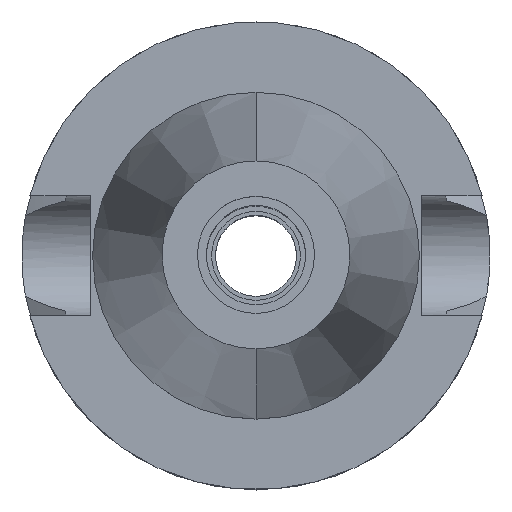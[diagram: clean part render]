
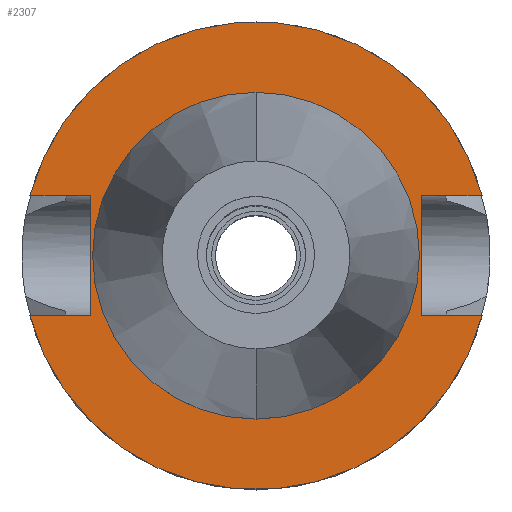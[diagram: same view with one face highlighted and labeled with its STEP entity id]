
A CAD part, top view. The second image highlights one B-rep face of the part: STEP entity #2307.
In plain terms, the highlighted planar face has unit normal (0, 0, 1).
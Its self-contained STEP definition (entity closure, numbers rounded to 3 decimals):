
#45 = EDGE_CURVE ( 'NONE', #647, #2162, #940, .T. ) ;
#70 = VECTOR ( 'NONE', #598, 1000. ) ;
#123 = VECTOR ( 'NONE', #2158, 1000. ) ;
#227 = CIRCLE ( 'NONE', #1296, 34.925 ) ;
#237 = EDGE_CURVE ( 'NONE', #856, #1222, #2070, .T. ) ;
#244 = DIRECTION ( 'NONE',  ( 0., -1., 0. ) ) ;
#318 = EDGE_LOOP ( 'NONE', ( #882, #1880, #2371, #733, #2719, #2678, #910, #2403 ) ) ;
#393 = DIRECTION ( 'NONE',  ( 1., 0., 0. ) ) ;
#473 = CARTESIAN_POINT ( 'NONE',  ( 0., 0., -1.5 ) ) ;
#491 = DIRECTION ( 'NONE',  ( 0., 0., 1. ) ) ;
#598 = DIRECTION ( 'NONE',  ( -1., 0., 0. ) ) ;
#615 = VECTOR ( 'NONE', #1342, 1000. ) ;
#633 = CARTESIAN_POINT ( 'NONE',  ( -48.321, -12.85, -1.5 ) ) ;
#647 = VERTEX_POINT ( 'NONE', #2577 ) ;
#652 = EDGE_CURVE ( 'NONE', #1049, #2055, #1820, .T. ) ;
#669 = VECTOR ( 'NONE', #753, 1000. ) ;
#733 = ORIENTED_EDGE ( 'NONE', *, *, #237, .F. ) ;
#753 = DIRECTION ( 'NONE',  ( 1., 0., 0. ) ) ;
#767 = EDGE_CURVE ( 'NONE', #856, #2644, #2283, .T. ) ;
#837 = DIRECTION ( 'NONE',  ( 0., 0., 1. ) ) ;
#847 = LINE ( 'NONE', #1819, #70 ) ;
#856 = VERTEX_POINT ( 'NONE', #2444 ) ;
#861 = EDGE_CURVE ( 'NONE', #2162, #647, #227, .T. ) ;
#882 = ORIENTED_EDGE ( 'NONE', *, *, #1183, .T. ) ;
#910 = ORIENTED_EDGE ( 'NONE', *, *, #652, .F. ) ;
#933 = LINE ( 'NONE', #2134, #2537 ) ;
#934 = AXIS2_PLACEMENT_3D ( 'NONE', #1063, #2295, #3031 ) ;
#940 = CIRCLE ( 'NONE', #2062, 34.925 ) ;
#998 = EDGE_CURVE ( 'NONE', #1670, #1049, #933, .T. ) ;
#1049 = VERTEX_POINT ( 'NONE', #1528 ) ;
#1063 = CARTESIAN_POINT ( 'NONE',  ( 0., 0., -1.5 ) ) ;
#1123 = CARTESIAN_POINT ( 'NONE',  ( -35.4, 12.85, -1.5 ) ) ;
#1154 = DIRECTION ( 'NONE',  ( 0., -1., 0. ) ) ;
#1183 = EDGE_CURVE ( 'NONE', #1670, #1785, #847, .T. ) ;
#1222 = VERTEX_POINT ( 'NONE', #2308 ) ;
#1296 = AXIS2_PLACEMENT_3D ( 'NONE', #3117, #491, #2173 ) ;
#1342 = DIRECTION ( 'NONE',  ( -1., 0., 0. ) ) ;
#1363 = CARTESIAN_POINT ( 'NONE',  ( 0., 0., -1.5 ) ) ;
#1449 = FACE_BOUND ( 'NONE', #2052, .T. ) ;
#1452 = CARTESIAN_POINT ( 'NONE',  ( 35.4, 12.85, -1.5 ) ) ;
#1480 = PLANE ( 'NONE',  #2921 ) ;
#1528 = CARTESIAN_POINT ( 'NONE',  ( -35.4, 12.85, -1.5 ) ) ;
#1624 = ORIENTED_EDGE ( 'NONE', *, *, #861, .F. ) ;
#1655 = EDGE_CURVE ( 'NONE', #1222, #2289, #2241, .T. ) ;
#1670 = VERTEX_POINT ( 'NONE', #2691 ) ;
#1689 = ORIENTED_EDGE ( 'NONE', *, *, #45, .F. ) ;
#1785 = VERTEX_POINT ( 'NONE', #633 ) ;
#1819 = CARTESIAN_POINT ( 'NONE',  ( -35.4, -12.85, -1.5 ) ) ;
#1820 = LINE ( 'NONE', #1123, #615 ) ;
#1880 = ORIENTED_EDGE ( 'NONE', *, *, #2053, .F. ) ;
#1920 = EDGE_CURVE ( 'NONE', #2055, #2644, #2998, .T. ) ;
#2052 = EDGE_LOOP ( 'NONE', ( #1624, #1689 ) ) ;
#2053 = EDGE_CURVE ( 'NONE', #2289, #1785, #2746, .T. ) ;
#2055 = VERTEX_POINT ( 'NONE', #2610 ) ;
#2062 = AXIS2_PLACEMENT_3D ( 'NONE', #1363, #837, #2326 ) ;
#2070 = LINE ( 'NONE', #1452, #123 ) ;
#2134 = CARTESIAN_POINT ( 'NONE',  ( -35.4, -12.85, -1.5 ) ) ;
#2158 = DIRECTION ( 'NONE',  ( 0., -1., 0. ) ) ;
#2162 = VERTEX_POINT ( 'NONE', #2944 ) ;
#2173 = DIRECTION ( 'NONE',  ( 0., 1., 0. ) ) ;
#2209 = CARTESIAN_POINT ( 'NONE',  ( 35.4, -12.85, -1.5 ) ) ;
#2241 = LINE ( 'NONE', #2209, #669 ) ;
#2283 = LINE ( 'NONE', #2294, #2793 ) ;
#2289 = VERTEX_POINT ( 'NONE', #2426 ) ;
#2294 = CARTESIAN_POINT ( 'NONE',  ( 35.4, 12.85, -1.5 ) ) ;
#2295 = DIRECTION ( 'NONE',  ( 0., 0., -1. ) ) ;
#2307 = ADVANCED_FACE ( 'NONE', ( #2649, #1449 ), #1480, .F. ) ;
#2308 = CARTESIAN_POINT ( 'NONE',  ( 35.4, -12.85, -1.5 ) ) ;
#2326 = DIRECTION ( 'NONE',  ( 0., -1., 0. ) ) ;
#2371 = ORIENTED_EDGE ( 'NONE', *, *, #1655, .F. ) ;
#2403 = ORIENTED_EDGE ( 'NONE', *, *, #998, .F. ) ;
#2410 = DIRECTION ( 'NONE',  ( 0., 0., -1. ) ) ;
#2426 = CARTESIAN_POINT ( 'NONE',  ( 48.321, -12.85, -1.5 ) ) ;
#2444 = CARTESIAN_POINT ( 'NONE',  ( 35.4, 12.85, -1.5 ) ) ;
#2537 = VECTOR ( 'NONE', #3087, 1000. ) ;
#2577 = CARTESIAN_POINT ( 'NONE',  ( 0., -34.925, -1.5 ) ) ;
#2591 = DIRECTION ( 'NONE',  ( 0., 0., -1. ) ) ;
#2610 = CARTESIAN_POINT ( 'NONE',  ( -48.321, 12.85, -1.5 ) ) ;
#2644 = VERTEX_POINT ( 'NONE', #2893 ) ;
#2649 = FACE_OUTER_BOUND ( 'NONE', #318, .T. ) ;
#2678 = ORIENTED_EDGE ( 'NONE', *, *, #1920, .F. ) ;
#2691 = CARTESIAN_POINT ( 'NONE',  ( -35.4, -12.85, -1.5 ) ) ;
#2719 = ORIENTED_EDGE ( 'NONE', *, *, #767, .T. ) ;
#2746 = CIRCLE ( 'NONE', #3105, 50. ) ;
#2793 = VECTOR ( 'NONE', #393, 1000. ) ;
#2851 = CARTESIAN_POINT ( 'NONE',  ( 0., 0., -1.5 ) ) ;
#2893 = CARTESIAN_POINT ( 'NONE',  ( 48.321, 12.85, -1.5 ) ) ;
#2921 = AXIS2_PLACEMENT_3D ( 'NONE', #473, #2410, #244 ) ;
#2944 = CARTESIAN_POINT ( 'NONE',  ( 0., 34.925, -1.5 ) ) ;
#2998 = CIRCLE ( 'NONE', #934, 50. ) ;
#3031 = DIRECTION ( 'NONE',  ( 0., 1., 0. ) ) ;
#3087 = DIRECTION ( 'NONE',  ( 0., 1., 0. ) ) ;
#3105 = AXIS2_PLACEMENT_3D ( 'NONE', #2851, #2591, #1154 ) ;
#3117 = CARTESIAN_POINT ( 'NONE',  ( 0., 0., -1.5 ) ) ;
